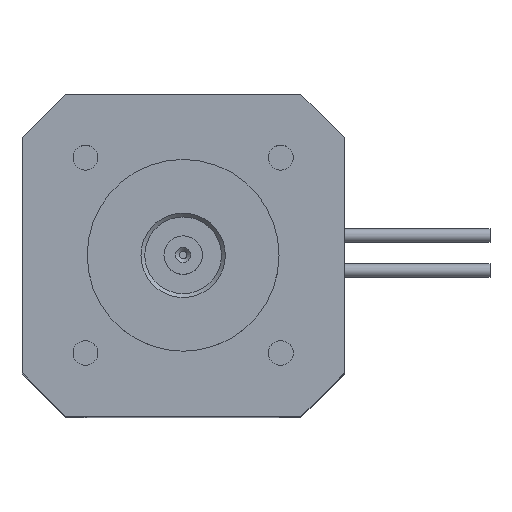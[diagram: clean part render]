
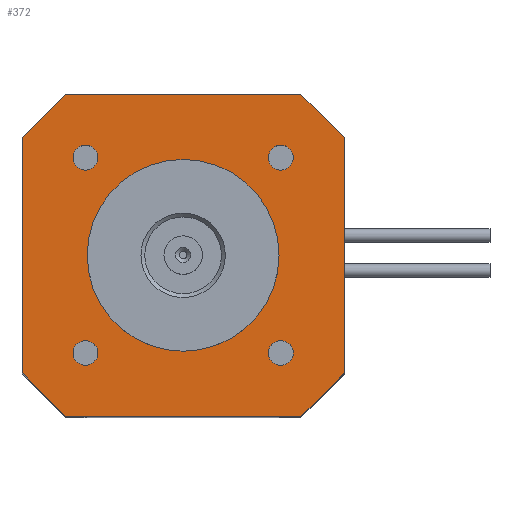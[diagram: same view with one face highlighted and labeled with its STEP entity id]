
A CAD part, top view. The second image highlights one B-rep face of the part: STEP entity #372.
In plain terms, the highlighted planar face has unit normal (0, 0, 1).
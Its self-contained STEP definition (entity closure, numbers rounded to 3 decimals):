
#372 = ADVANCED_FACE( '', ( #788, #789, #790, #791, #792, #793 ), #794, .T. );
#788 = FACE_BOUND( '', #1229, .T. );
#789 = FACE_BOUND( '', #1230, .T. );
#790 = FACE_BOUND( '', #1231, .T. );
#791 = FACE_BOUND( '', #1232, .T. );
#792 = FACE_BOUND( '', #1233, .T. );
#793 = FACE_OUTER_BOUND( '', #1234, .T. );
#794 = PLANE( '', #1235 );
#1229 = EDGE_LOOP( '', ( #2192 ) );
#1230 = EDGE_LOOP( '', ( #2193 ) );
#1231 = EDGE_LOOP( '', ( #2194 ) );
#1232 = EDGE_LOOP( '', ( #2195 ) );
#1233 = EDGE_LOOP( '', ( #2196 ) );
#1234 = EDGE_LOOP( '', ( #2197, #2198, #2199, #2200, #2201, #2202, #2203, #2204 ) );
#1235 = AXIS2_PLACEMENT_3D( '', #2205, #2206, #2207 );
#2192 = ORIENTED_EDGE( '', *, *, #2585, .T. );
#2193 = ORIENTED_EDGE( '', *, *, #2707, .T. );
#2194 = ORIENTED_EDGE( '', *, *, #2550, .T. );
#2195 = ORIENTED_EDGE( '', *, *, #2360, .T. );
#2196 = ORIENTED_EDGE( '', *, *, #2737, .F. );
#2197 = ORIENTED_EDGE( '', *, *, #2591, .T. );
#2198 = ORIENTED_EDGE( '', *, *, #2494, .T. );
#2199 = ORIENTED_EDGE( '', *, *, #2678, .T. );
#2200 = ORIENTED_EDGE( '', *, *, #2535, .F. );
#2201 = ORIENTED_EDGE( '', *, *, #2429, .T. );
#2202 = ORIENTED_EDGE( '', *, *, #2489, .F. );
#2203 = ORIENTED_EDGE( '', *, *, #2544, .T. );
#2204 = ORIENTED_EDGE( '', *, *, #2628, .T. );
#2205 = CARTESIAN_POINT( '', ( 0., 0., 100. ) );
#2206 = DIRECTION( '', ( 0., 0., 1. ) );
#2207 = DIRECTION( '', ( 1., 0., 0. ) );
#2360 = EDGE_CURVE( '', #2762, #2762, #2763, .T. );
#2429 = EDGE_CURVE( '', #2883, #2881, #2884, .T. );
#2489 = EDGE_CURVE( '', #2981, #2881, #2983, .T. );
#2494 = EDGE_CURVE( '', #2986, #2990, #2992, .T. );
#2535 = EDGE_CURVE( '', #2883, #3052, #3053, .T. );
#2544 = EDGE_CURVE( '', #2981, #3066, #3068, .T. );
#2550 = EDGE_CURVE( '', #3076, #3076, #3077, .T. );
#2585 = EDGE_CURVE( '', #3132, #3132, #3133, .T. );
#2591 = EDGE_CURVE( '', #3141, #2986, #3142, .T. );
#2628 = EDGE_CURVE( '', #3066, #3141, #3191, .T. );
#2678 = EDGE_CURVE( '', #2990, #3052, #3263, .T. );
#2707 = EDGE_CURVE( '', #3298, #3298, #3299, .T. );
#2737 = EDGE_CURVE( '', #3333, #3333, #3334, .T. );
#2762 = VERTEX_POINT( '', #3360 );
#2763 = CIRCLE( '', #3361, 1.621 );
#2881 = VERTEX_POINT( '', #3526 );
#2883 = VERTEX_POINT( '', #3529 );
#2884 = LINE( '', #3530, #3531 );
#2981 = VERTEX_POINT( '', #3668 );
#2983 = LINE( '', #3671, #3672 );
#2986 = VERTEX_POINT( '', #3675 );
#2990 = VERTEX_POINT( '', #3681 );
#2992 = LINE( '', #3684, #3685 );
#3052 = VERTEX_POINT( '', #3763 );
#3053 = LINE( '', #3764, #3765 );
#3066 = VERTEX_POINT( '', #3782 );
#3068 = LINE( '', #3785, #3786 );
#3076 = VERTEX_POINT( '', #3798 );
#3077 = CIRCLE( '', #3799, 1.621 );
#3132 = VERTEX_POINT( '', #3879 );
#3133 = CIRCLE( '', #3880, 1.621 );
#3141 = VERTEX_POINT( '', #3891 );
#3142 = LINE( '', #3892, #3893 );
#3191 = LINE( '', #3965, #3966 );
#3263 = LINE( '', #4059, #4060 );
#3298 = VERTEX_POINT( '', #4107 );
#3299 = CIRCLE( '', #4108, 1.621 );
#3333 = VERTEX_POINT( '', #4156 );
#3334 = CIRCLE( '', #4157, 12.5 );
#3360 = CARTESIAN_POINT( '', ( 12.728, 11.107, 100. ) );
#3361 = AXIS2_PLACEMENT_3D( '', #4186, #4187, #4188 );
#3526 = CARTESIAN_POINT( '', ( 21., 15.329, 100. ) );
#3529 = CARTESIAN_POINT( '', ( 21., -15.329, 100. ) );
#3530 = CARTESIAN_POINT( '', ( 21., -21., 100. ) );
#3531 = VECTOR( '', #4255, 1000. );
#3668 = CARTESIAN_POINT( '', ( 15.358, 21., 100. ) );
#3671 = CARTESIAN_POINT( '', ( 15.358, 21., 100. ) );
#3672 = VECTOR( '', #4315, 1000. );
#3675 = CARTESIAN_POINT( '', ( -21., -15.329, 100. ) );
#3681 = CARTESIAN_POINT( '', ( -15.358, -21., 100. ) );
#3684 = CARTESIAN_POINT( '', ( -21., -15.329, 100. ) );
#3685 = VECTOR( '', #4319, 1000. );
#3763 = CARTESIAN_POINT( '', ( 15.358, -21., 100. ) );
#3764 = CARTESIAN_POINT( '', ( 21., -15.329, 100. ) );
#3765 = VECTOR( '', #4362, 1000. );
#3782 = CARTESIAN_POINT( '', ( -15.358, 21., 100. ) );
#3785 = CARTESIAN_POINT( '', ( 21., 21., 100. ) );
#3786 = VECTOR( '', #4371, 1000. );
#3798 = CARTESIAN_POINT( '', ( 12.728, -14.349, 100. ) );
#3799 = AXIS2_PLACEMENT_3D( '', #4376, #4377, #4378 );
#3879 = CARTESIAN_POINT( '', ( -12.728, 11.107, 100. ) );
#3880 = AXIS2_PLACEMENT_3D( '', #4404, #4405, #4406 );
#3891 = CARTESIAN_POINT( '', ( -21., 15.329, 100. ) );
#3892 = CARTESIAN_POINT( '', ( -21., 21., 100. ) );
#3893 = VECTOR( '', #4410, 1000. );
#3965 = CARTESIAN_POINT( '', ( -15.358, 21., 100. ) );
#3966 = VECTOR( '', #4440, 1000. );
#4059 = CARTESIAN_POINT( '', ( -21., -21., 100. ) );
#4060 = VECTOR( '', #4501, 1000. );
#4107 = CARTESIAN_POINT( '', ( -12.728, -14.349, 100. ) );
#4108 = AXIS2_PLACEMENT_3D( '', #4520, #4521, #4522 );
#4156 = CARTESIAN_POINT( '', ( 12.5, 0., 100. ) );
#4157 = AXIS2_PLACEMENT_3D( '', #4537, #4538, #4539 );
#4186 = CARTESIAN_POINT( '', ( 12.728, 12.728, 100. ) );
#4187 = DIRECTION( '', ( 0., 0., -1. ) );
#4188 = DIRECTION( '', ( 0., -1., 0. ) );
#4255 = DIRECTION( '', ( 0., 1., 0. ) );
#4315 = DIRECTION( '', ( 0.705, -0.709, 0. ) );
#4319 = DIRECTION( '', ( 0.705, -0.709, 0. ) );
#4362 = DIRECTION( '', ( -0.705, -0.709, 0. ) );
#4371 = DIRECTION( '', ( -1., 0., 0. ) );
#4376 = CARTESIAN_POINT( '', ( 12.728, -12.728, 100. ) );
#4377 = DIRECTION( '', ( 0., 0., -1. ) );
#4378 = DIRECTION( '', ( 0., -1., 0. ) );
#4404 = CARTESIAN_POINT( '', ( -12.728, 12.728, 100. ) );
#4405 = DIRECTION( '', ( 0., 0., -1. ) );
#4406 = DIRECTION( '', ( 0., -1., 0. ) );
#4410 = DIRECTION( '', ( 0., -1., 0. ) );
#4440 = DIRECTION( '', ( -0.705, -0.709, 0. ) );
#4501 = DIRECTION( '', ( 1., 0., 0. ) );
#4520 = CARTESIAN_POINT( '', ( -12.728, -12.728, 100. ) );
#4521 = DIRECTION( '', ( 0., 0., -1. ) );
#4522 = DIRECTION( '', ( 0., -1., 0. ) );
#4537 = CARTESIAN_POINT( '', ( 0., 0., 100. ) );
#4538 = DIRECTION( '', ( 0., 0., 1. ) );
#4539 = DIRECTION( '', ( 1., 0., 0. ) );
